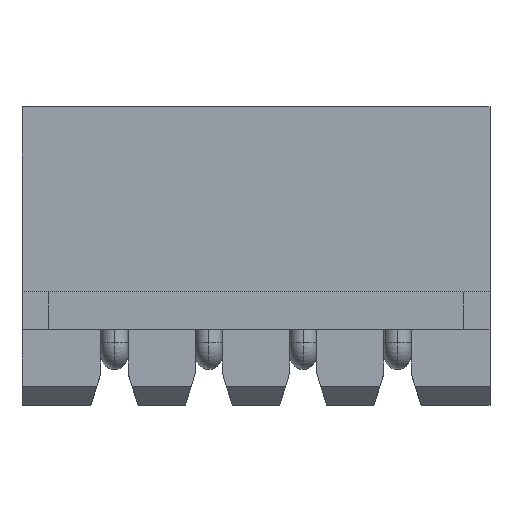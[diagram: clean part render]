
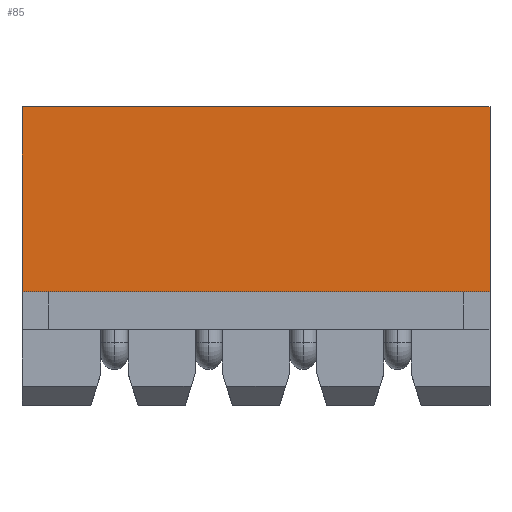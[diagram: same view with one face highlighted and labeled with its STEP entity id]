
A CAD part, top view. The second image highlights one B-rep face of the part: STEP entity #85.
In plain terms, the highlighted planar face has unit normal (0, 0, 1).
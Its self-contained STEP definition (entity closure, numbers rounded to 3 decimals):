
#85=ADVANCED_FACE('',(#265),#266,.T.);
#265=FACE_OUTER_BOUND('',#594,.T.);
#266=PLANE('',#595);
#594=EDGE_LOOP('',(#1514,#1515,#1516,#1517));
#595=AXIS2_PLACEMENT_3D('',#1518,#1519,#1520);
#1514=ORIENTED_EDGE('',*,*,#2644,.T.);
#1515=ORIENTED_EDGE('',*,*,#2607,.F.);
#1516=ORIENTED_EDGE('',*,*,#2632,.F.);
#1517=ORIENTED_EDGE('',*,*,#2645,.T.);
#1518=CARTESIAN_POINT('',(-6.2,-2.95,2.45));
#1519=DIRECTION('',(0.0,0.0,1.0));
#1520=DIRECTION('',(1.0,-0.0,0.0));
#2607=EDGE_CURVE('',#3005,#3007,#3008,.T.);
#2632=EDGE_CURVE('',#3053,#3005,#3055,.T.);
#2644=EDGE_CURVE('',#3077,#3007,#3078,.T.);
#2645=EDGE_CURVE('',#3053,#3077,#3079,.T.);
#3005=VERTEX_POINT('',#3578);
#3007=VERTEX_POINT('',#3581);
#3008=LINE('',#3582,#3583);
#3053=VERTEX_POINT('',#3651);
#3055=LINE('',#3654,#3655);
#3077=VERTEX_POINT('',#3688);
#3078=LINE('',#3689,#3690);
#3079=LINE('',#3691,#3692);
#3578=CARTESIAN_POINT('',(-6.2,2.95,2.45));
#3581=CARTESIAN_POINT('',(6.2,2.95,2.45));
#3582=CARTESIAN_POINT('',(-6.2,2.95,2.45));
#3583=VECTOR('',#4422,12.4);
#3651=CARTESIAN_POINT('',(-6.2,-1.95,2.45));
#3654=CARTESIAN_POINT('',(-6.2,-1.95,2.45));
#3655=VECTOR('',#4447,4.9);
#3688=CARTESIAN_POINT('',(6.2,-1.95,2.45));
#3689=CARTESIAN_POINT('',(6.2,-1.95,2.45));
#3690=VECTOR('',#4459,4.9);
#3691=CARTESIAN_POINT('',(-6.2,-1.95,2.45));
#3692=VECTOR('',#4460,12.4);
#4422=DIRECTION('',(1.0,0.0,0.0));
#4447=DIRECTION('',(0.0,1.0,0.0));
#4459=DIRECTION('',(0.0,1.0,0.0));
#4460=DIRECTION('',(1.0,0.0,0.0));
